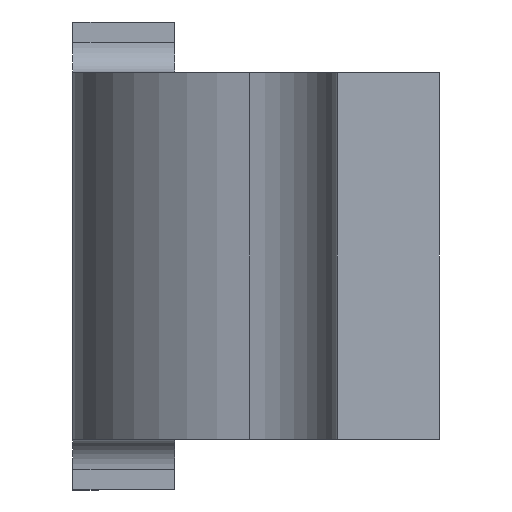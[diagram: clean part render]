
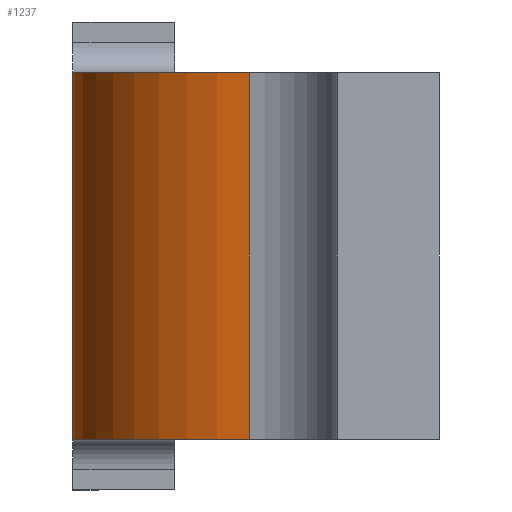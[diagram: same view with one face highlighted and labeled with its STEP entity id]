
A CAD part, left-side view. The second image highlights one B-rep face of the part: STEP entity #1237.
In plain terms, the highlighted cylindrical face has radius 1 mm (diameter 2 mm), a partial arc.
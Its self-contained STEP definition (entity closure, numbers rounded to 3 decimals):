
#11 = AXIS2_PLACEMENT_3D ( 'NONE', #575, #488, #244 ) ;
#89 = CARTESIAN_POINT ( 'NONE',  ( -3.996, 0.933, 0.9 ) ) ;
#96 = LINE ( 'NONE', #372, #1240 ) ;
#97 = EDGE_CURVE ( 'NONE', #1540, #467, #1126, .T. ) ;
#133 = DIRECTION ( 'NONE',  ( 0., 0., -1. ) ) ;
#196 = AXIS2_PLACEMENT_3D ( 'NONE', #303, #1575, #1258 ) ;
#208 = CARTESIAN_POINT ( 'NONE',  ( -3.004, 0.8, -2.157 ) ) ;
#223 = VERTEX_POINT ( 'NONE', #836 ) ;
#244 = DIRECTION ( 'NONE',  ( 1., 0., 0. ) ) ;
#303 = CARTESIAN_POINT ( 'NONE',  ( -3.004, 0.8, 0.9 ) ) ;
#309 = DIRECTION ( 'NONE',  ( 0., 0., -1. ) ) ;
#372 = CARTESIAN_POINT ( 'NONE',  ( -3.996, 0.933, 1.15 ) ) ;
#467 = VERTEX_POINT ( 'NONE', #1357 ) ;
#488 = DIRECTION ( 'NONE',  ( 0., 0., 1. ) ) ;
#503 = AXIS2_PLACEMENT_3D ( 'NONE', #208, #843, #531 ) ;
#531 = DIRECTION ( 'NONE',  ( 1., 0., 0. ) ) ;
#575 = CARTESIAN_POINT ( 'NONE',  ( -3.004, 0.8, -0.9 ) ) ;
#583 = CIRCLE ( 'NONE', #11, 1. ) ;
#691 = CYLINDRICAL_SURFACE ( 'NONE', #503, 1. ) ;
#812 = ORIENTED_EDGE ( 'NONE', *, *, #1160, .F. ) ;
#836 = CARTESIAN_POINT ( 'NONE',  ( -3.004, 1.8, -0.9 ) ) ;
#843 = DIRECTION ( 'NONE',  ( 0., 0., 1. ) ) ;
#891 = CARTESIAN_POINT ( 'NONE',  ( -3.996, 0.933, -0.9 ) ) ;
#910 = VERTEX_POINT ( 'NONE', #891 ) ;
#949 = LINE ( 'NONE', #1340, #1067 ) ;
#1067 = VECTOR ( 'NONE', #309, 1000. ) ;
#1126 = CIRCLE ( 'NONE', #196, 1. ) ;
#1160 = EDGE_CURVE ( 'NONE', #1540, #910, #96, .T. ) ;
#1199 = EDGE_CURVE ( 'NONE', #223, #910, #583, .T. ) ;
#1237 = ADVANCED_FACE ( 'NONE', ( #1574 ), #691, .T. ) ;
#1240 = VECTOR ( 'NONE', #133, 1000. ) ;
#1258 = DIRECTION ( 'NONE',  ( -1., 0., 0. ) ) ;
#1296 = ORIENTED_EDGE ( 'NONE', *, *, #97, .T. ) ;
#1311 = ORIENTED_EDGE ( 'NONE', *, *, #1447, .T. ) ;
#1340 = CARTESIAN_POINT ( 'NONE',  ( -3.004, 1.8, 1.15 ) ) ;
#1357 = CARTESIAN_POINT ( 'NONE',  ( -3.004, 1.8, 0.9 ) ) ;
#1433 = EDGE_LOOP ( 'NONE', ( #1311, #1538, #812, #1296 ) ) ;
#1447 = EDGE_CURVE ( 'NONE', #467, #223, #949, .T. ) ;
#1538 = ORIENTED_EDGE ( 'NONE', *, *, #1199, .T. ) ;
#1540 = VERTEX_POINT ( 'NONE', #89 ) ;
#1574 = FACE_OUTER_BOUND ( 'NONE', #1433, .T. ) ;
#1575 = DIRECTION ( 'NONE',  ( 0., 0., -1. ) ) ;
